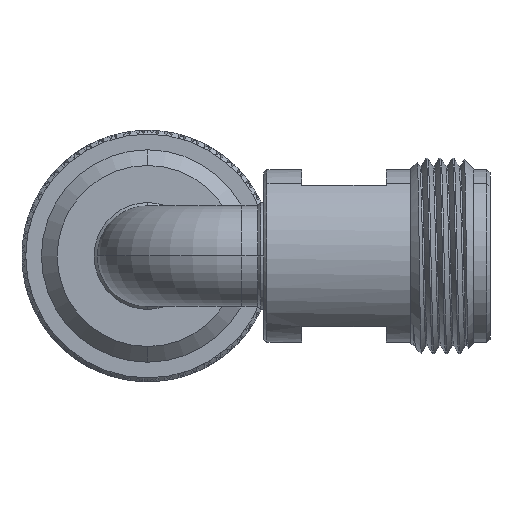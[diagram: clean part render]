
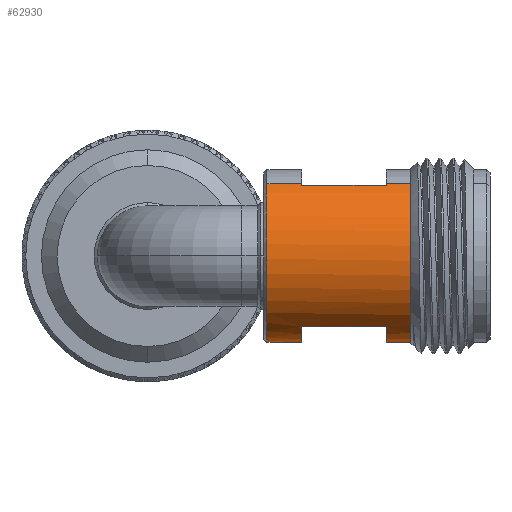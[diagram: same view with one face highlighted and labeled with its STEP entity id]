
A CAD part, left-side view. The second image highlights one B-rep face of the part: STEP entity #62930.
In plain terms, the highlighted cylindrical face has radius 6.986 mm (diameter 13.971 mm), a partial arc.
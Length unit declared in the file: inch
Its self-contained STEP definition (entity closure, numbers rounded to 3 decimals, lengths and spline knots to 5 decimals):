
#111 = ORIENTED_EDGE ( 'NONE', *, *, #16131, .T. ) ;
#873 = ORIENTED_EDGE ( 'NONE', *, *, #48146, .F. ) ;
#3032 = AXIS2_PLACEMENT_3D ( 'NONE', #15428, #97784, #83592 ) ;
#3804 = DIRECTION ( 'NONE',  ( 0., -1., 0. ) ) ;
#3990 = EDGE_CURVE ( 'NONE', #44114, #55262, #36527, .T. ) ;
#4987 = VERTEX_POINT ( 'NONE', #88193 ) ;
#6976 = EDGE_CURVE ( 'NONE', #59145, #43570, #77584, .T. ) ;
#8137 = VECTOR ( 'NONE', #24822, 39.37008 ) ;
#8807 = VERTEX_POINT ( 'NONE', #23739 ) ;
#9972 = CARTESIAN_POINT ( 'NONE',  ( 0., 0.60013, 0. ) ) ;
#10573 = VERTEX_POINT ( 'NONE', #74831 ) ;
#12763 = EDGE_CURVE ( 'NONE', #43570, #90462, #45753, .T. ) ;
#13034 = AXIS2_PLACEMENT_3D ( 'NONE', #93682, #34193, #48414 ) ;
#13886 = AXIS2_PLACEMENT_3D ( 'NONE', #88869, #20754, #50904 ) ;
#15428 = CARTESIAN_POINT ( 'NONE',  ( 0., 0.71013, 0. ) ) ;
#16131 = EDGE_CURVE ( 'NONE', #8807, #61026, #72777, .T. ) ;
#16681 = ORIENTED_EDGE ( 'NONE', *, *, #62149, .T. ) ;
#17212 = DIRECTION ( 'NONE',  ( 0., 1., 0. ) ) ;
#17374 = EDGE_CURVE ( 'NONE', #61026, #79519, #46710, .T. ) ;
#18545 = DIRECTION ( 'NONE',  ( 0., 1., 0. ) ) ;
#19214 = EDGE_LOOP ( 'NONE', ( #43913, #69174, #16681, #41426, #42399, #62798, #45994, #111, #29267, #49859, #79162, #873, #45939 ) ) ;
#19741 = VERTEX_POINT ( 'NONE', #21559 ) ;
#20445 = CARTESIAN_POINT ( 'NONE',  ( 0.15042, 0.71013, -0.23024 ) ) ;
#20754 = DIRECTION ( 'NONE',  ( 0., -1., 0. ) ) ;
#21559 = CARTESIAN_POINT ( 'NONE',  ( -0.15815, 0.33013, -0.225 ) ) ;
#21570 = CARTESIAN_POINT ( 'NONE',  ( 0.15042, 0.70029, -0.23024 ) ) ;
#22446 = EDGE_CURVE ( 'NONE', #55262, #75093, #32017, .T. ) ;
#22587 = AXIS2_PLACEMENT_3D ( 'NONE', #9972, #32503, #31535 ) ;
#23739 = CARTESIAN_POINT ( 'NONE',  ( -0.15042, 0.71013, 0.23024 ) ) ;
#24822 = DIRECTION ( 'NONE',  ( 0., 1., 0. ) ) ;
#28411 = CARTESIAN_POINT ( 'NONE',  ( -0.15815, 0.33013, 0.225 ) ) ;
#29173 = DIRECTION ( 'NONE',  ( 0., 1., 0. ) ) ;
#29266 = CARTESIAN_POINT ( 'NONE',  ( 0., 0.71013, 0. ) ) ;
#29267 = ORIENTED_EDGE ( 'NONE', *, *, #17374, .T. ) ;
#30119 = CARTESIAN_POINT ( 'NONE',  ( -0.15042, 0.60013, 0.23024 ) ) ;
#31311 = LINE ( 'NONE', #71693, #90466 ) ;
#31535 = DIRECTION ( 'NONE',  ( 0., 0., 1. ) ) ;
#31620 = LINE ( 'NONE', #38622, #42238 ) ;
#32017 = CIRCLE ( 'NONE', #22587, 0.27502 ) ;
#32503 = DIRECTION ( 'NONE',  ( 0., 1., 0. ) ) ;
#34193 = DIRECTION ( 'NONE',  ( 0., -1., 0. ) ) ;
#34195 = CIRCLE ( 'NONE', #38679, 0.27502 ) ;
#36299 = VECTOR ( 'NONE', #29173, 39.37008 ) ;
#36527 = LINE ( 'NONE', #62870, #68498 ) ;
#38622 = CARTESIAN_POINT ( 'NONE',  ( -0.15042, 0.70029, 0.23024 ) ) ;
#38679 = AXIS2_PLACEMENT_3D ( 'NONE', #63857, #18545, #55322 ) ;
#39742 = FACE_OUTER_BOUND ( 'NONE', #19214, .T. ) ;
#41426 = ORIENTED_EDGE ( 'NONE', *, *, #59466, .T. ) ;
#42238 = VECTOR ( 'NONE', #47196, 39.37008 ) ;
#42399 = ORIENTED_EDGE ( 'NONE', *, *, #3990, .T. ) ;
#43570 = VERTEX_POINT ( 'NONE', #91415 ) ;
#43913 = ORIENTED_EDGE ( 'NONE', *, *, #12763, .F. ) ;
#44114 = VERTEX_POINT ( 'NONE', #28411 ) ;
#44787 = DIRECTION ( 'NONE',  ( 0., -1., 0. ) ) ;
#45753 = LINE ( 'NONE', #21570, #36299 ) ;
#45939 = ORIENTED_EDGE ( 'NONE', *, *, #60133, .F. ) ;
#45994 = ORIENTED_EDGE ( 'NONE', *, *, #46842, .T. ) ;
#46710 = CIRCLE ( 'NONE', #3032, 0.27502 ) ;
#46842 = EDGE_CURVE ( 'NONE', #75093, #8807, #64577, .T. ) ;
#47196 = DIRECTION ( 'NONE',  ( 0., 1., 0. ) ) ;
#47749 = DIRECTION ( 'NONE',  ( 0., 1., 0. ) ) ;
#48146 = EDGE_CURVE ( 'NONE', #19741, #95731, #31311, .T. ) ;
#48414 = DIRECTION ( 'NONE',  ( 0., 0., -1. ) ) ;
#49859 = ORIENTED_EDGE ( 'NONE', *, *, #60040, .F. ) ;
#50085 = EDGE_CURVE ( 'NONE', #95731, #4987, #72464, .T. ) ;
#50904 = DIRECTION ( 'NONE',  ( 0., 0., -1. ) ) ;
#51272 = AXIS2_PLACEMENT_3D ( 'NONE', #72311, #87182, #56834 ) ;
#51491 = CARTESIAN_POINT ( 'NONE',  ( -0.15815, 0.60013, -0.225 ) ) ;
#55262 = VERTEX_POINT ( 'NONE', #81255 ) ;
#55322 = DIRECTION ( 'NONE',  ( 0., 0., 1. ) ) ;
#55409 = DIRECTION ( 'NONE',  ( 0., 0., -1. ) ) ;
#55968 = AXIS2_PLACEMENT_3D ( 'NONE', #56077, #3804, #55409 ) ;
#56077 = CARTESIAN_POINT ( 'NONE',  ( 0., 0.60013, 0. ) ) ;
#56211 = DIRECTION ( 'NONE',  ( 0., 1., 0. ) ) ;
#56834 = DIRECTION ( 'NONE',  ( -0.547, 0., 0.837 ) ) ;
#58418 = CARTESIAN_POINT ( 'NONE',  ( 0.15042, 0.33013, -0.23024 ) ) ;
#59145 = VERTEX_POINT ( 'NONE', #93407 ) ;
#59466 = EDGE_CURVE ( 'NONE', #10573, #44114, #86244, .T. ) ;
#59866 = VECTOR ( 'NONE', #47749, 39.37008 ) ;
#60040 = EDGE_CURVE ( 'NONE', #4987, #79519, #87377, .T. ) ;
#60133 = EDGE_CURVE ( 'NONE', #90462, #19741, #34195, .T. ) ;
#61026 = VERTEX_POINT ( 'NONE', #87272 ) ;
#62149 = EDGE_CURVE ( 'NONE', #59145, #10573, #31620, .T. ) ;
#62798 = ORIENTED_EDGE ( 'NONE', *, *, #22446, .T. ) ;
#62870 = CARTESIAN_POINT ( 'NONE',  ( -0.15815, 0.70029, 0.225 ) ) ;
#62930 = ADVANCED_FACE ( 'NONE', ( #39742 ), #97715, .T. ) ;
#63857 = CARTESIAN_POINT ( 'NONE',  ( 0., 0.33013, 0. ) ) ;
#64577 = LINE ( 'NONE', #93323, #59866 ) ;
#68498 = VECTOR ( 'NONE', #17212, 39.37008 ) ;
#69174 = ORIENTED_EDGE ( 'NONE', *, *, #6976, .F. ) ;
#71693 = CARTESIAN_POINT ( 'NONE',  ( -0.15815, 0.70029, -0.225 ) ) ;
#72311 = CARTESIAN_POINT ( 'NONE',  ( 0., 0.70029, 0. ) ) ;
#72464 = CIRCLE ( 'NONE', #55968, 0.27502 ) ;
#72777 = CIRCLE ( 'NONE', #92248, 0.27502 ) ;
#74831 = CARTESIAN_POINT ( 'NONE',  ( -0.15042, 0.33013, 0.23024 ) ) ;
#75093 = VERTEX_POINT ( 'NONE', #30119 ) ;
#77584 = CIRCLE ( 'NONE', #13034, 0.27502 ) ;
#79162 = ORIENTED_EDGE ( 'NONE', *, *, #50085, .F. ) ;
#79519 = VERTEX_POINT ( 'NONE', #20445 ) ;
#81255 = CARTESIAN_POINT ( 'NONE',  ( -0.15815, 0.60013, 0.225 ) ) ;
#82206 = DIRECTION ( 'NONE',  ( 0., 0., -1. ) ) ;
#83592 = DIRECTION ( 'NONE',  ( 0., 0., -1. ) ) ;
#85707 = CARTESIAN_POINT ( 'NONE',  ( 0.15042, 0.70029, -0.23024 ) ) ;
#86244 = CIRCLE ( 'NONE', #13886, 0.27502 ) ;
#87182 = DIRECTION ( 'NONE',  ( 0., 1., 0. ) ) ;
#87272 = CARTESIAN_POINT ( 'NONE',  ( 0., 0.71013, -0.27502 ) ) ;
#87377 = LINE ( 'NONE', #85707, #8137 ) ;
#88193 = CARTESIAN_POINT ( 'NONE',  ( 0.15042, 0.60013, -0.23024 ) ) ;
#88869 = CARTESIAN_POINT ( 'NONE',  ( 0., 0.33013, 0. ) ) ;
#90462 = VERTEX_POINT ( 'NONE', #58418 ) ;
#90466 = VECTOR ( 'NONE', #56211, 39.37008 ) ;
#91415 = CARTESIAN_POINT ( 'NONE',  ( 0.15042, 0.25252, -0.23024 ) ) ;
#92248 = AXIS2_PLACEMENT_3D ( 'NONE', #29266, #44787, #82206 ) ;
#93323 = CARTESIAN_POINT ( 'NONE',  ( -0.15042, 0.70029, 0.23024 ) ) ;
#93407 = CARTESIAN_POINT ( 'NONE',  ( -0.15042, 0.25252, 0.23024 ) ) ;
#93682 = CARTESIAN_POINT ( 'NONE',  ( 0., 0.25252, 0. ) ) ;
#95731 = VERTEX_POINT ( 'NONE', #51491 ) ;
#97715 = CYLINDRICAL_SURFACE ( 'NONE', #51272, 0.27502 ) ;
#97784 = DIRECTION ( 'NONE',  ( 0., -1., 0. ) ) ;
